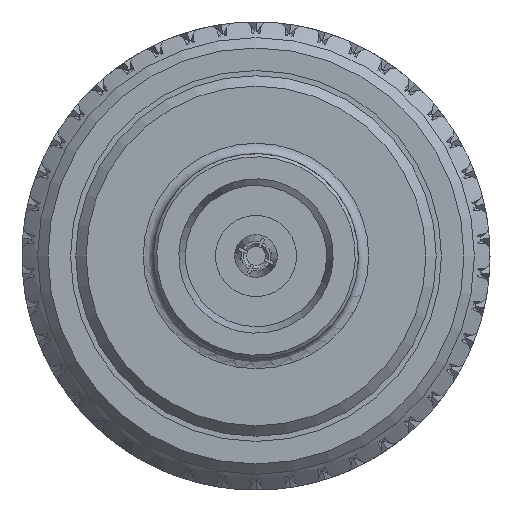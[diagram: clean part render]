
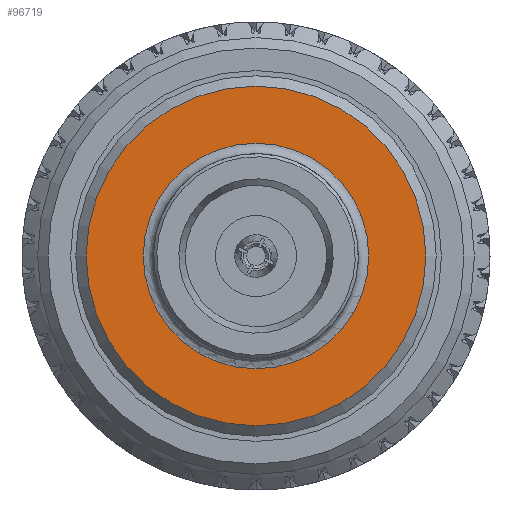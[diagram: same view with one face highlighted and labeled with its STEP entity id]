
A CAD part, left-side view. The second image highlights one B-rep face of the part: STEP entity #96719.
In plain terms, the highlighted planar face has unit normal (-1, 0, 0).
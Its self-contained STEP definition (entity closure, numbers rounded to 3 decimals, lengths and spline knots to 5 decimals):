
#11094 = DIRECTION ( 'NONE',  ( -1., 0., 0. ) ) ;
#11920 = FACE_OUTER_BOUND ( 'NONE', #48794, .T. ) ;
#31288 = AXIS2_PLACEMENT_3D ( 'NONE', #100473, #151340, #37023 ) ;
#37023 = DIRECTION ( 'NONE',  ( 0., 0., 1. ) ) ;
#38585 = ORIENTED_EDGE ( 'NONE', *, *, #148521, .T. ) ;
#41938 = AXIS2_PLACEMENT_3D ( 'NONE', #110303, #102762, #153603 ) ;
#48725 = FACE_BOUND ( 'NONE', #87952, .T. ) ;
#48794 = EDGE_LOOP ( 'NONE', ( #55898 ) ) ;
#55898 = ORIENTED_EDGE ( 'NONE', *, *, #148264, .T. ) ;
#70432 = VERTEX_POINT ( 'NONE', #121334 ) ;
#79367 = CIRCLE ( 'NONE', #31288, 0.16331 ) ;
#81995 = CIRCLE ( 'NONE', #41938, 0.10843 ) ;
#87952 = EDGE_LOOP ( 'NONE', ( #38585 ) ) ;
#95473 = CARTESIAN_POINT ( 'NONE',  ( 1.17149, 0., 0.16331 ) ) ;
#96719 = ADVANCED_FACE ( 'NONE', ( #11920, #48725 ), #99647, .T. ) ;
#99647 = PLANE ( 'NONE',  #143520 ) ;
#100473 = CARTESIAN_POINT ( 'NONE',  ( 1.17149, 0., 0. ) ) ;
#102762 = DIRECTION ( 'NONE',  ( 1., 0., 0. ) ) ;
#110303 = CARTESIAN_POINT ( 'NONE',  ( 1.17149, 0., 0. ) ) ;
#121334 = CARTESIAN_POINT ( 'NONE',  ( 1.17149, 0., 0.10843 ) ) ;
#143520 = AXIS2_PLACEMENT_3D ( 'NONE', #164690, #11094, #150506 ) ;
#148264 = EDGE_CURVE ( 'NONE', #159707, #159707, #79367, .T. ) ;
#148521 = EDGE_CURVE ( 'NONE', #70432, #70432, #81995, .T. ) ;
#150506 = DIRECTION ( 'NONE',  ( 0., 0., 1. ) ) ;
#151340 = DIRECTION ( 'NONE',  ( -1., 0., 0. ) ) ;
#153603 = DIRECTION ( 'NONE',  ( 0., 0., 1. ) ) ;
#159707 = VERTEX_POINT ( 'NONE', #95473 ) ;
#164690 = CARTESIAN_POINT ( 'NONE',  ( 1.17149, 0., 0. ) ) ;
